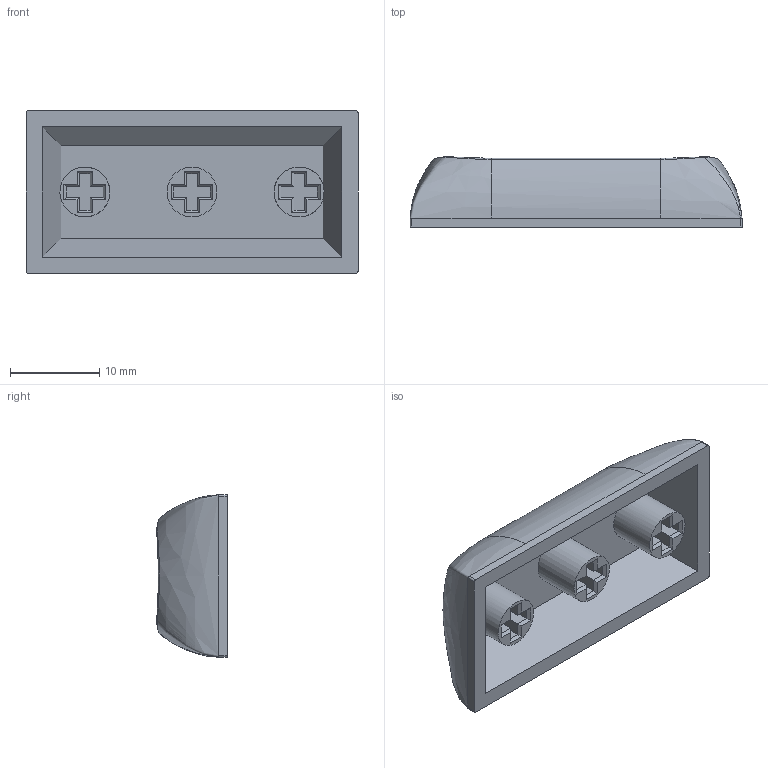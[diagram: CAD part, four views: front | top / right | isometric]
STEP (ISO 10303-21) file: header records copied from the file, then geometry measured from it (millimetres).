
FILE_DESCRIPTION(/* description */ (''),/* implementation_level */ '2;1');
FILE_NAME(/* name */ 'DSA 2u.step',/* time_stamp */ '2017-03-11T23:42:41-06:00',/* author */ (''),/* organization */ (''),/* preprocessor_version */ 'ST-DEVELOPER v16.5',/* originating_system */ 'Autodesk Translation Framework v5.2.0.2920',/* authorisation */ '');
FILE_SCHEMA (('AUTOMOTIVE_DESIGN { 1 0 10303 214 3 1 1 }'));
Length unit declared in the file: millimetre
Products named in the file (1): DSA V4 1x2 v4
Bounding box: 37.2 x 7.91 x 18.2 mm (x, y, z)
Volume: 2481.9 mm3; surface area: 2799.1 mm2
Topology: 1 solids, 1 shells, 108 faces, 265 edges, 164 vertices
Faces by surface type: plane 88, cylinder 10, bspline 8, sphere 2
Full cylindrical faces by diameter (mm): 5.6 x3
Entity records: 4148 total; most frequent: CARTESIAN_POINT 1664, ORIENTED_EDGE 520, DIRECTION 466, EDGE_CURVE 260, LINE 218, VECTOR 218, VERTEX_POINT 162, AXIS2_PLACEMENT_3D 124
